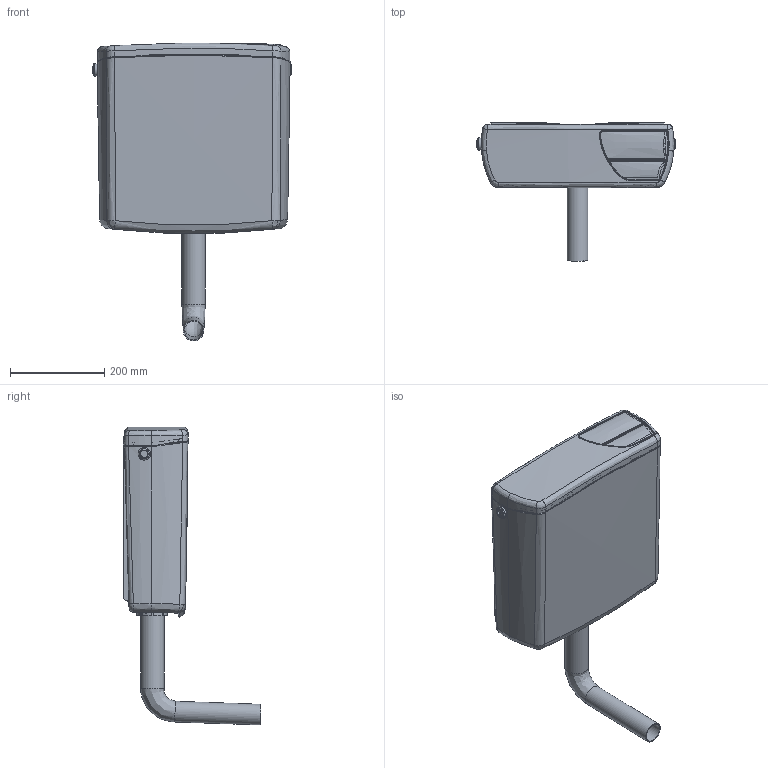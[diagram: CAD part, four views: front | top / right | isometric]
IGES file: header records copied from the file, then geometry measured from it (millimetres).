
Global section: file name: 140300; native system: Autodesk Inventor 2023; preprocessor: unknown; author: JANAN; date: 20240501.115954; units: millimetre
Bounding box: 420.95 x 292.77 x 633.23 mm (x, y, z)
Volume: 1915485.6 mm3; surface area: 1180234.3 mm2
Topology: 8 solids, 8 shells, 764 faces, 2058 edges, 1314 vertices
Faces by surface type: bspline 764
